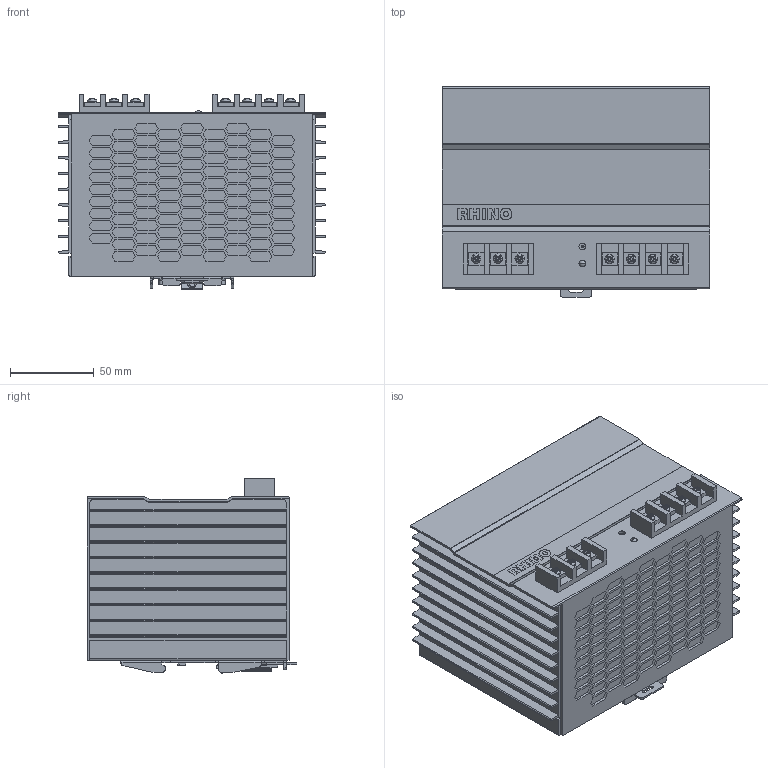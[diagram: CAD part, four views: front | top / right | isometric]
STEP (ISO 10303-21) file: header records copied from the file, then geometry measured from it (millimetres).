
FILE_DESCRIPTION (( 'STEP AP203' ), '1' );
FILE_NAME ('PSB24-480.STEP', '2011-10-11T14:19:29', ( '.adc' ), ( '' ), 'SwSTEP 2.0', 'SolidWorks 2011', '' );
FILE_SCHEMA (( 'CONFIG_CONTROL_DESIGN' ));
Length unit declared in the file: inch
Products named in the file (1): PSB24-480
Bounding box: 160.02 x 125.63 x 117.14 mm (x, y, z)
Volume: 1657157.1 mm3; surface area: 221190.1 mm2
Topology: 1 solids, 1 shells, 1991 faces, 5825 edges, 3852 vertices
Faces by surface type: plane 1767, cylinder 142, cone 39, bspline 23, torus 18, sphere 2
Entity records: 70304 total; most frequent: CARTESIAN_POINT 16912, ORIENTED_EDGE 11640, DIRECTION 9879, EDGE_CURVE 5820, VECTOR 5217, LINE 5217, VERTEX_POINT 3849, EDGE_LOOP 2429
